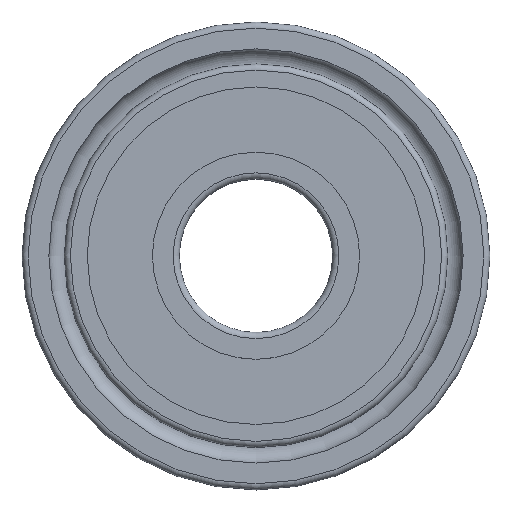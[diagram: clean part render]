
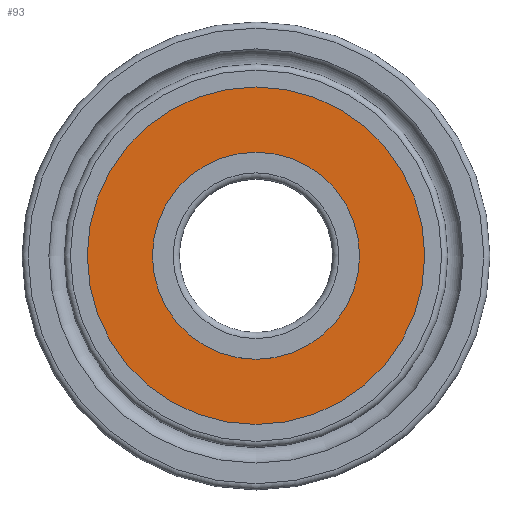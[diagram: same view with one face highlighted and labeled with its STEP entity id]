
A CAD part, top view. The second image highlights one B-rep face of the part: STEP entity #93.
In plain terms, the highlighted planar face has unit normal (0, 0, 1).
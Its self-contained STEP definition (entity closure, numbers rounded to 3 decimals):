
#93 = ADVANCED_FACE( '', ( #150, #151 ), #152, .T. );
#150 = FACE_BOUND( '', #210, .T. );
#151 = FACE_OUTER_BOUND( '', #211, .T. );
#152 = PLANE( '', #212 );
#210 = EDGE_LOOP( '', ( #306 ) );
#211 = EDGE_LOOP( '', ( #307 ) );
#212 = AXIS2_PLACEMENT_3D( '', #308, #309, #310 );
#306 = ORIENTED_EDGE( '', *, *, #335, .T. );
#307 = ORIENTED_EDGE( '', *, *, #334, .F. );
#308 = CARTESIAN_POINT( '', ( 0., 2.2, -0.1 ) );
#309 = DIRECTION( '', ( 0., 0., 1. ) );
#310 = DIRECTION( '', ( 1., 0., 0. ) );
#334 = EDGE_CURVE( '', #372, #372, #373, .T. );
#335 = EDGE_CURVE( '', #374, #374, #375, .T. );
#372 = VERTEX_POINT( '', #412 );
#373 = CIRCLE( '', #413, 2.2 );
#374 = VERTEX_POINT( '', #414 );
#375 = CIRCLE( '', #415, 1.35 );
#412 = CARTESIAN_POINT( '', ( -2.2, 0., -0.1 ) );
#413 = AXIS2_PLACEMENT_3D( '', #470, #471, #472 );
#414 = CARTESIAN_POINT( '', ( -1.35, 0., -0.1 ) );
#415 = AXIS2_PLACEMENT_3D( '', #473, #474, #475 );
#470 = CARTESIAN_POINT( '', ( 0., 0., -0.1 ) );
#471 = DIRECTION( '', ( 0., 0., -1. ) );
#472 = DIRECTION( '', ( -1., 0., 0. ) );
#473 = CARTESIAN_POINT( '', ( 0., 0., -0.1 ) );
#474 = DIRECTION( '', ( 0., 0., -1. ) );
#475 = DIRECTION( '', ( -1., 0., 0. ) );
